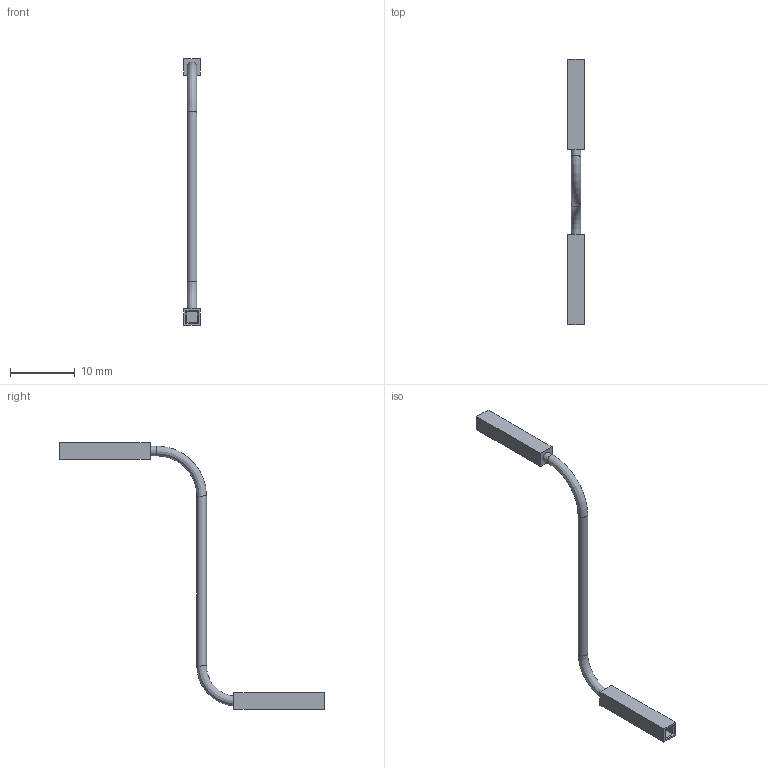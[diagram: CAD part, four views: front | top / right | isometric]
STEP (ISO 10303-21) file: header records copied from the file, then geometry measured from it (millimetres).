
FILE_DESCRIPTION(('FreeCAD Model'),'2;1');
FILE_NAME('Wire_1x1_Fconc_Yellow.step','2020-04-13T12:52:17',('Author'),(''), 'Open CASCADE STEP processor 7.2','FreeCAD','Unknown');
FILE_SCHEMA(('CONFIG_CONTROL_DESIGN','SHAPE_APPEARANCE_LAYER_MIM'));
Length unit declared in the file: millimetre
Products named in the file (1): Chamfer_Conc2
Bounding box: 2.5 x 41 x 41.24 mm (x, y, z)
Volume: 204.5 mm3; surface area: 647.9 mm2
Topology: 1 solids, 1 shells, 34 faces, 73 edges, 45 vertices
Faces by surface type: plane 30, extrusion 2, revolution 2
Entity records: 1218 total; most frequent: CARTESIAN_POINT 184, DIRECTION 152, ORIENTED_EDGE 146, EDGE_CURVE 73, VECTOR 68, LINE 66, VERTEX_POINT 45, AXIS2_PLACEMENT_3D 41
